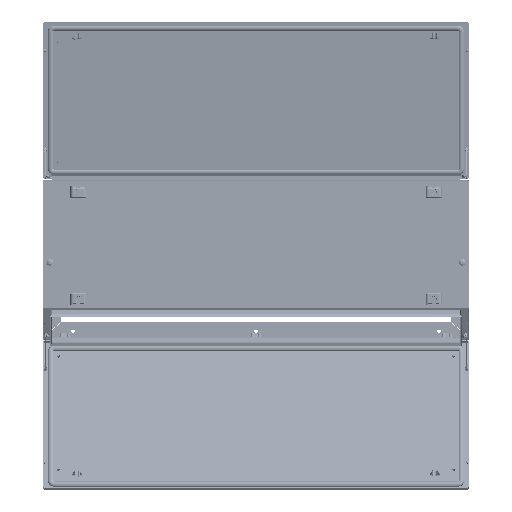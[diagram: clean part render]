
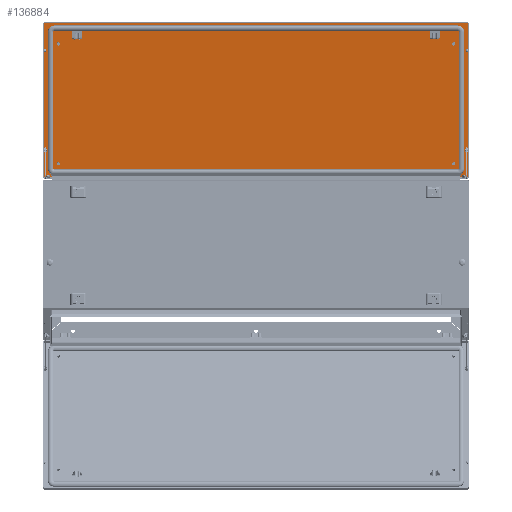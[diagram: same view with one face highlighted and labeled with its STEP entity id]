
A CAD part, top view. The second image highlights one B-rep face of the part: STEP entity #136884.
In plain terms, the highlighted face is planar.
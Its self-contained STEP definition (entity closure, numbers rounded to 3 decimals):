
#54545 = ORIENTED_EDGE ( 'NONE', *, *, #92369, .F. ) ;
#54546 = ORIENTED_EDGE ( 'NONE', *, *, #92374, .F. ) ;
#54547 = ORIENTED_EDGE ( 'NONE', *, *, #92378, .F. ) ;
#54548 = ORIENTED_EDGE ( 'NONE', *, *, #92382, .F. ) ;
#78397 = CARTESIAN_POINT ( 'NONE',  ( -219.5, -596.5, 2. ) ) ;
#78419 = PLANE ( 'NONE',  #113783 ) ;
#78425 = DIRECTION ( 'NONE',  ( 0., 0., 1. ) ) ;
#78428 = DIRECTION ( 'NONE',  ( 1., 0., 0. ) ) ;
#78691 = FACE_OUTER_BOUND ( 'NONE', #153737, .T. ) ;
#92369 = EDGE_CURVE ( 'NONE', #119436, #119433, #138472, .T. ) ;
#92374 = EDGE_CURVE ( 'NONE', #119442, #119436, #138498, .T. ) ;
#92378 = EDGE_CURVE ( 'NONE', #119454, #119442, #138512, .T. ) ;
#92382 = EDGE_CURVE ( 'NONE', #119433, #119454, #138518, .T. ) ;
#113783 = AXIS2_PLACEMENT_3D ( 'NONE', #78397, #78425, #78428 ) ;
#119433 = VERTEX_POINT ( 'NONE', #125746 ) ;
#119436 = VERTEX_POINT ( 'NONE', #125747 ) ;
#119442 = VERTEX_POINT ( 'NONE', #125749 ) ;
#119454 = VERTEX_POINT ( 'NONE', #125753 ) ;
#125746 = CARTESIAN_POINT ( 'NONE',  ( -218.5, -595.5, 2. ) ) ;
#125747 = CARTESIAN_POINT ( 'NONE',  ( 218.5, -595.5, 2. ) ) ;
#125749 = CARTESIAN_POINT ( 'NONE',  ( 218.5, 595.5, 2. ) ) ;
#125753 = CARTESIAN_POINT ( 'NONE',  ( -218.5, 595.5, 2. ) ) ;
#130465 = DIRECTION ( 'NONE',  ( 0., -1., 0. ) ) ;
#130472 = CARTESIAN_POINT ( 'NONE',  ( 219.5, -595.5, 2. ) ) ;
#130481 = CARTESIAN_POINT ( 'NONE',  ( 218.5, 595.5, 2. ) ) ;
#130483 = DIRECTION ( 'NONE',  ( -1., 0., 0. ) ) ;
#130488 = DIRECTION ( 'NONE',  ( 1., 0., 0. ) ) ;
#130490 = CARTESIAN_POINT ( 'NONE',  ( -219.5, 595.5, 2. ) ) ;
#130491 = CARTESIAN_POINT ( 'NONE',  ( -218.5, -595.5, 2. ) ) ;
#130493 = DIRECTION ( 'NONE',  ( 0., 1., 0. ) ) ;
#136884 = ADVANCED_FACE ( 'NONE', ( #78691 ), #78419, .T. ) ;
#138472 = LINE ( 'NONE', #130472, #138509 ) ;
#138498 = LINE ( 'NONE', #130481, #138515 ) ;
#138509 = VECTOR ( 'NONE', #130483, 1000. ) ;
#138512 = LINE ( 'NONE', #130490, #138522 ) ;
#138515 = VECTOR ( 'NONE', #130465, 1000. ) ;
#138518 = LINE ( 'NONE', #130491, #138529 ) ;
#138522 = VECTOR ( 'NONE', #130488, 1000. ) ;
#138529 = VECTOR ( 'NONE', #130493, 1000. ) ;
#153737 = EDGE_LOOP ( 'NONE', ( #54545, #54546, #54547, #54548 ) ) ;
